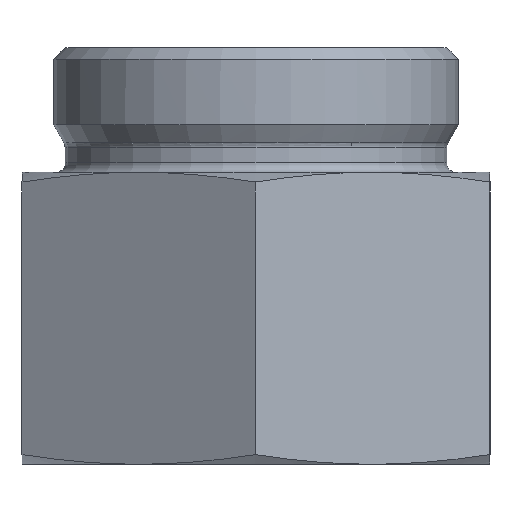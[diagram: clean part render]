
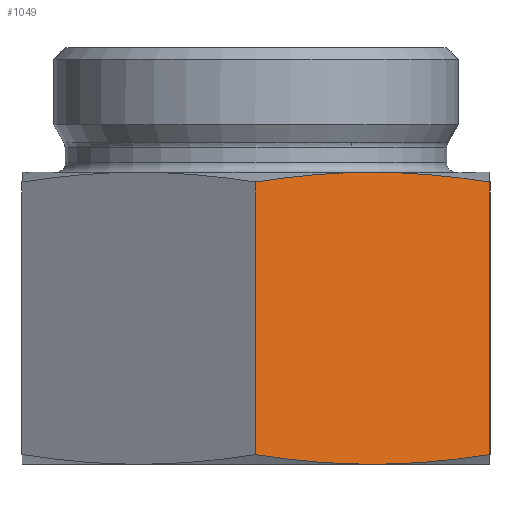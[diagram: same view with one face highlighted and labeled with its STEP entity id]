
A CAD part, front view. The second image highlights one B-rep face of the part: STEP entity #1049.
In plain terms, the highlighted planar face has unit normal (0.497, -0.868, 0).
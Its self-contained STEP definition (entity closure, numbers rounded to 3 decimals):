
#120=CARTESIAN_POINT('',(-0.105,-34.641,1.244));
#121=VERTEX_POINT('',#120);
#122=CARTESIAN_POINT('',(14.921,-26.026,0.));
#123=VERTEX_POINT('',#122);
#124=CARTESIAN_POINT('',(-0.105,-34.641,1.244));
#125=CARTESIAN_POINT('',(7.948,-30.024,0.));
#126=CARTESIAN_POINT('',(14.921,-26.026,0.));
#134=(BOUNDED_CURVE()B_SPLINE_CURVE(2,(#124,#125,#126),.UNSPECIFIED.,.F.,.U.)B_SPLINE_CURVE_WITH_KNOTS((3,3),(0.459,2.255),.UNSPECIFIED.)CURVE()GEOMETRIC_REPRESENTATION_ITEM()RATIONAL_B_SPLINE_CURVE((1.02,1.048,1.0))REPRESENTATION_ITEM(''));
#135=EDGE_CURVE('',#121,#123,#134,.T.);
#165=CARTESIAN_POINT('',(29.947,-17.411,1.244));
#166=VERTEX_POINT('',#165);
#182=CARTESIAN_POINT('',(14.921,-26.026,0.));
#183=CARTESIAN_POINT('',(21.895,-22.028,0.));
#184=CARTESIAN_POINT('',(29.947,-17.411,1.244));
#192=(BOUNDED_CURVE()B_SPLINE_CURVE(2,(#182,#183,#184),.UNSPECIFIED.,.F.,.U.)B_SPLINE_CURVE_WITH_KNOTS((3,3),(2.255,4.05),.UNSPECIFIED.)CURVE()GEOMETRIC_REPRESENTATION_ITEM()RATIONAL_B_SPLINE_CURVE((1.0,1.048,1.02))REPRESENTATION_ITEM(''));
#193=EDGE_CURVE('',#123,#166,#192,.T.);
#707=CARTESIAN_POINT('',(14.921,-26.026,37.5));
#708=VERTEX_POINT('',#707);
#766=CARTESIAN_POINT('',(29.947,-17.411,36.256));
#767=VERTEX_POINT('',#766);
#768=CARTESIAN_POINT('',(29.947,-17.411,36.256));
#769=CARTESIAN_POINT('',(21.895,-22.028,37.5));
#770=CARTESIAN_POINT('',(14.921,-26.026,37.5));
#778=(BOUNDED_CURVE()B_SPLINE_CURVE(2,(#768,#769,#770),.UNSPECIFIED.,.F.,.U.)B_SPLINE_CURVE_WITH_KNOTS((3,3),(0.465,2.261),.UNSPECIFIED.)CURVE()GEOMETRIC_REPRESENTATION_ITEM()RATIONAL_B_SPLINE_CURVE((1.02,1.048,1.0))REPRESENTATION_ITEM(''));
#779=EDGE_CURVE('',#767,#708,#778,.T.);
#803=CARTESIAN_POINT('',(-0.105,-34.641,36.256));
#804=VERTEX_POINT('',#803);
#818=CARTESIAN_POINT('',(14.921,-26.026,37.5));
#819=CARTESIAN_POINT('',(7.948,-30.024,37.5));
#820=CARTESIAN_POINT('',(-0.105,-34.641,36.256));
#828=(BOUNDED_CURVE()B_SPLINE_CURVE(2,(#818,#819,#820),.UNSPECIFIED.,.F.,.U.)B_SPLINE_CURVE_WITH_KNOTS((3,3),(2.261,4.057),.UNSPECIFIED.)CURVE()GEOMETRIC_REPRESENTATION_ITEM()RATIONAL_B_SPLINE_CURVE((1.0,1.048,1.02))REPRESENTATION_ITEM(''));
#829=EDGE_CURVE('',#708,#804,#828,.T.);
#1021=CARTESIAN_POINT('',(29.947,-17.411,1.244));
#1022=DIRECTION('',(0.0,0.0,1.0));
#1023=VECTOR('',#1022,35.013);
#1024=LINE('',#1021,#1023);
#1025=EDGE_CURVE('',#166,#767,#1024,.T.);
#1031=CARTESIAN_POINT('',(29.947,-17.411,0.0));
#1032=DIRECTION('',(0.497,-0.868,0.0));
#1033=DIRECTION('',(0.0,0.0,-1.0));
#1034=AXIS2_PLACEMENT_3D('',#1031,#1032,#1033);
#1035=PLANE('',#1034);
#1036=ORIENTED_EDGE('',*,*,#193,.T.);
#1037=ORIENTED_EDGE('',*,*,#1025,.T.);
#1038=ORIENTED_EDGE('',*,*,#779,.T.);
#1039=ORIENTED_EDGE('',*,*,#829,.T.);
#1040=CARTESIAN_POINT('',(-0.105,-34.641,1.244));
#1041=DIRECTION('',(0.0,0.0,1.0));
#1042=VECTOR('',#1041,35.013);
#1043=LINE('',#1040,#1042);
#1044=EDGE_CURVE('',#121,#804,#1043,.T.);
#1045=ORIENTED_EDGE('',*,*,#1044,.F.);
#1046=ORIENTED_EDGE('',*,*,#135,.T.);
#1047=EDGE_LOOP('',(#1036,#1037,#1038,#1039,#1045,#1046));
#1048=FACE_OUTER_BOUND('',#1047,.T.);
#1049=ADVANCED_FACE('',(#1048),#1035,.T.);
